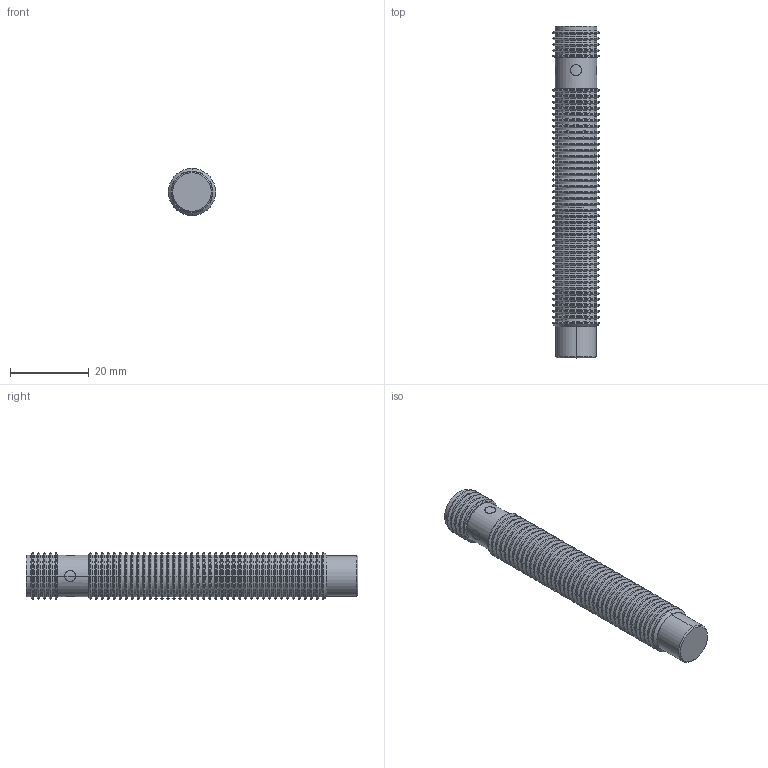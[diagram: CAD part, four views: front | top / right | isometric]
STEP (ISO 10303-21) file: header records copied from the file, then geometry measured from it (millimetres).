
FILE_DESCRIPTION(('STEP AP214'),'1');
FILE_NAME('cctmp_FE34409F-4932-4ED5-A451-6A34B7D9D6DB_2021_2_18_15_15_20_339..stp','2021-02-18T14:15:20',('Pepperl+Fuchs GmbH'),('CADClick - www.CADClick.com'),'Spatial InterOp 3D',' ','unknown authorization');
FILE_SCHEMA(('AUTOMOTIVE_DESIGN { 1 0 10303 214 1 1 1 1 }'));
Length unit declared in the file: millimetre
Products named in the file (1): 2021_02_18__15-15-20-335
Bounding box: 12 x 84.5 x 12 mm (x, y, z)
Volume: 6887.9 mm3; surface area: 6168.3 mm2
Topology: 1 solids, 3 shells, 442 faces, 937 edges, 497 vertices
Faces by surface type: cylinder 221, cone 188, plane 27, sphere 6
Entity records: 15740 total; most frequent: CARTESIAN_POINT 2653, DIRECTION 2206, ORIENTED_EDGE 1850, EDGE_CURVE 925, AXIS2_PLACEMENT_3D 890, VERTEX_POINT 497, EDGE_LOOP 458, CIRCLE 447
